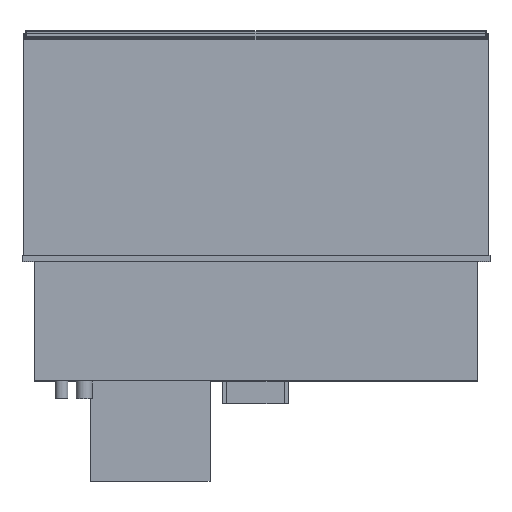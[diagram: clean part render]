
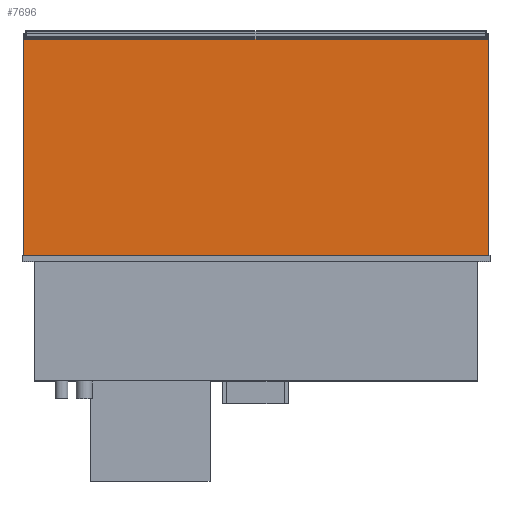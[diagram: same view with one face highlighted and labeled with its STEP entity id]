
A CAD part, top view. The second image highlights one B-rep face of the part: STEP entity #7696.
In plain terms, the highlighted planar face has unit normal (0, 0, 1).
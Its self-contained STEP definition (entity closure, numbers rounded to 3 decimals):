
#708=FACE_OUTER_BOUND('',#1164,.T.);
#1164=EDGE_LOOP('',(#6797,#6798,#6799,#6800));
#2054=LINE('',#12459,#2984);
#2074=LINE('',#12497,#3004);
#2075=LINE('',#12500,#3005);
#2076=LINE('',#12501,#3006);
#2984=VECTOR('',#10274,10.);
#3004=VECTOR('',#10308,10.);
#3005=VECTOR('',#10311,10.);
#3006=VECTOR('',#10312,10.);
#3708=VERTEX_POINT('',#12456);
#3709=VERTEX_POINT('',#12458);
#3720=VERTEX_POINT('',#12495);
#3721=VERTEX_POINT('',#12499);
#4734=EDGE_CURVE('',#3708,#3709,#2054,.T.);
#4754=EDGE_CURVE('',#3720,#3709,#2074,.T.);
#4755=EDGE_CURVE('',#3721,#3720,#2075,.T.);
#4756=EDGE_CURVE('',#3721,#3708,#2076,.T.);
#6797=ORIENTED_EDGE('',*,*,#4755,.T.);
#6798=ORIENTED_EDGE('',*,*,#4754,.T.);
#6799=ORIENTED_EDGE('',*,*,#4734,.F.);
#6800=ORIENTED_EDGE('',*,*,#4756,.F.);
#7255=PLANE('',#8320);
#7696=ADVANCED_FACE('',(#708),#7255,.T.);
#8320=AXIS2_PLACEMENT_3D('',#12498,#10309,#10310);
#10274=DIRECTION('',(1.,0.,0.));
#10308=DIRECTION('',(0.,1.,0.));
#10309=DIRECTION('center_axis',(0.,0.,1.));
#10310=DIRECTION('ref_axis',(1.,0.,0.));
#10311=DIRECTION('',(1.,0.,0.));
#10312=DIRECTION('',(0.,1.,0.));
#12456=CARTESIAN_POINT('',(-720.,690.,347.5));
#12458=CARTESIAN_POINT('',(720.,690.,347.5));
#12459=CARTESIAN_POINT('',(-720.,690.,347.5));
#12495=CARTESIAN_POINT('',(720.,20.,347.5));
#12497=CARTESIAN_POINT('',(720.,20.,347.5));
#12498=CARTESIAN_POINT('Origin',(-720.,20.,347.5));
#12499=CARTESIAN_POINT('',(-720.,20.,347.5));
#12500=CARTESIAN_POINT('',(-720.,20.,347.5));
#12501=CARTESIAN_POINT('',(-720.,20.,347.5));
